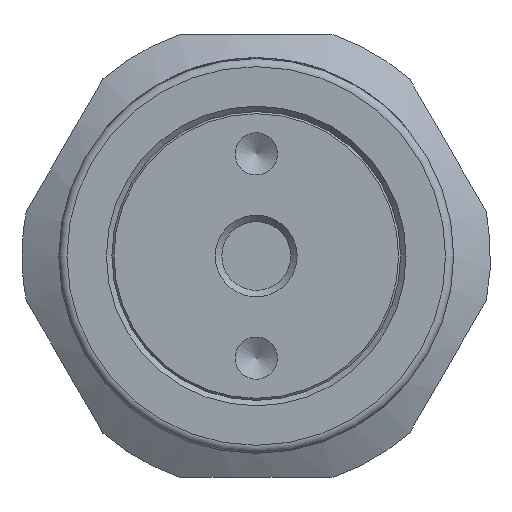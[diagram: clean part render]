
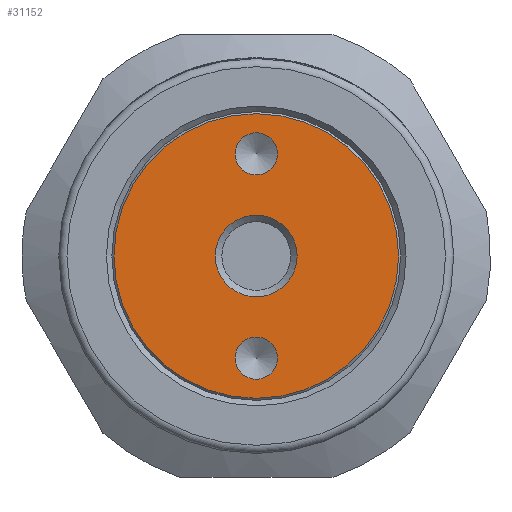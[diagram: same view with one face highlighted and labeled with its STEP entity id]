
A CAD part, left-side view. The second image highlights one B-rep face of the part: STEP entity #31152.
In plain terms, the highlighted planar face has unit normal (-1, 0, 0).
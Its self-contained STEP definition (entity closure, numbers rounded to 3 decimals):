
#31103=CARTESIAN_POINT('',(-135.5,0.,11.0));
#31104=DIRECTION('',(-1.0,0.0,0.0));
#31105=DIRECTION('',(0.0,-1.0,0.0));
#31106=AXIS2_PLACEMENT_3D('',#31103,#31104,#31105);
#31107=PLANE('',#31106);
#31108=CARTESIAN_POINT('',(-135.5,0.,20.9));
#31109=VERTEX_POINT('',#31108);
#31110=CARTESIAN_POINT('',(-135.5,0.,0.));
#31111=DIRECTION('',(1.0,0.0,0.0));
#31112=DIRECTION('',(0.0,0.0,-1.0));
#31113=AXIS2_PLACEMENT_3D('',#31110,#31111,#31112);
#31114=CIRCLE('',#31113,20.9);
#31115=EDGE_CURVE('',#31109,#31109,#31114,.T.);
#31116=ORIENTED_EDGE('',*,*,#31115,.F.);
#31117=EDGE_LOOP('',(#31116));
#31118=FACE_OUTER_BOUND('',#31117,.T.);
#31119=CARTESIAN_POINT('',(-135.5,0.,6.));
#31120=VERTEX_POINT('',#31119);
#31121=CARTESIAN_POINT('',(-135.5,0.,0.));
#31122=DIRECTION('',(1.0,0.0,0.0));
#31123=DIRECTION('',(0.0,0.0,1.0));
#31124=AXIS2_PLACEMENT_3D('',#31121,#31122,#31123);
#31125=CIRCLE('',#31124,6.);
#31126=EDGE_CURVE('',#31120,#31120,#31125,.T.);
#31127=ORIENTED_EDGE('',*,*,#31126,.T.);
#31128=EDGE_LOOP('',(#31127));
#31129=FACE_BOUND('',#31128,.T.);
#31130=CARTESIAN_POINT('',(-135.5,3.1,15.));
#31131=VERTEX_POINT('',#31130);
#31132=CARTESIAN_POINT('',(-135.5,0.,15.));
#31133=DIRECTION('',(1.0,0.0,0.0));
#31134=DIRECTION('',(0.0,1.0,0.0));
#31135=AXIS2_PLACEMENT_3D('',#31132,#31133,#31134);
#31136=CIRCLE('',#31135,3.1);
#31137=EDGE_CURVE('',#31131,#31131,#31136,.T.);
#31138=ORIENTED_EDGE('',*,*,#31137,.T.);
#31139=EDGE_LOOP('',(#31138));
#31140=FACE_BOUND('',#31139,.T.);
#31141=CARTESIAN_POINT('',(-135.5,-3.1,-15.));
#31142=VERTEX_POINT('',#31141);
#31143=CARTESIAN_POINT('',(-135.5,0.,-15.));
#31144=DIRECTION('',(1.0,0.0,0.0));
#31145=DIRECTION('',(0.0,-1.0,0.0));
#31146=AXIS2_PLACEMENT_3D('',#31143,#31144,#31145);
#31147=CIRCLE('',#31146,3.1);
#31148=EDGE_CURVE('',#31142,#31142,#31147,.T.);
#31149=ORIENTED_EDGE('',*,*,#31148,.T.);
#31150=EDGE_LOOP('',(#31149));
#31151=FACE_BOUND('',#31150,.T.);
#31152=ADVANCED_FACE('',(#31118,#31129,#31140,#31151),#31107,.T.);
